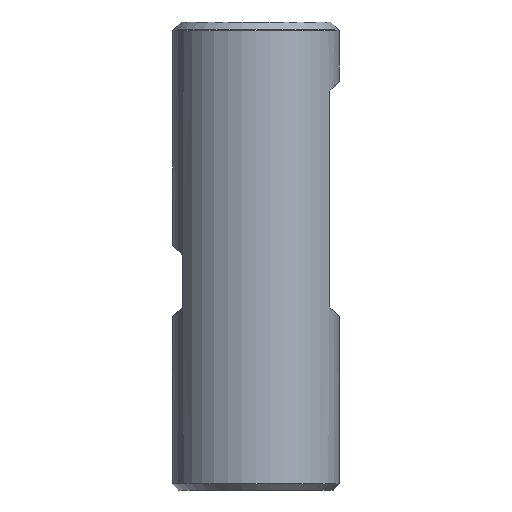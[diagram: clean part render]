
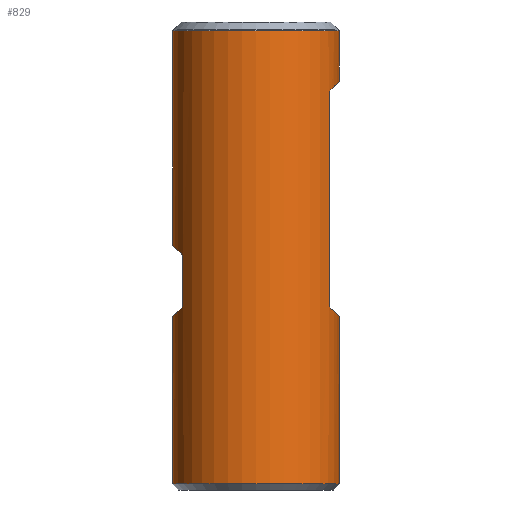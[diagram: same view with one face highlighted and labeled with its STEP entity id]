
A CAD part, front view. The second image highlights one B-rep face of the part: STEP entity #829.
In plain terms, the highlighted cylindrical face has radius 9.65 mm (diameter 19.3 mm), a full revolution.
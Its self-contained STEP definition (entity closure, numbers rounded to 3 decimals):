
#70=CIRCLE('',#903,9.65);
#71=CIRCLE('',#906,9.65);
#90=LINE('',#1208,#106);
#91=LINE('',#1212,#107);
#92=LINE('',#1215,#108);
#93=LINE('',#1220,#109);
#106=VECTOR('',#1047,1000.);
#107=VECTOR('',#1050,1000.);
#108=VECTOR('',#1053,1000.);
#109=VECTOR('',#1056,1000.);
#174=ORIENTED_EDGE('',*,*,#255,.T.);
#175=ORIENTED_EDGE('',*,*,#256,.F.);
#176=ORIENTED_EDGE('',*,*,#257,.T.);
#177=ORIENTED_EDGE('',*,*,#258,.F.);
#178=ORIENTED_EDGE('',*,*,#259,.F.);
#179=ORIENTED_EDGE('',*,*,#260,.T.);
#180=ORIENTED_EDGE('',*,*,#261,.T.);
#181=ORIENTED_EDGE('',*,*,#262,.F.);
#182=ORIENTED_EDGE('',*,*,#263,.F.);
#183=ORIENTED_EDGE('',*,*,#264,.F.);
#255=EDGE_CURVE('',#306,#306,#70,.T.);
#256=EDGE_CURVE('',#307,#308,#330,.T.);
#257=EDGE_CURVE('',#307,#309,#90,.T.);
#258=EDGE_CURVE('',#310,#309,#331,.T.);
#259=EDGE_CURVE('',#308,#310,#91,.T.);
#260=EDGE_CURVE('',#311,#311,#71,.T.);
#261=EDGE_CURVE('',#312,#313,#92,.F.);
#262=EDGE_CURVE('',#314,#313,#332,.T.);
#263=EDGE_CURVE('',#315,#314,#93,.F.);
#264=EDGE_CURVE('',#312,#315,#333,.T.);
#306=VERTEX_POINT('',#1204);
#307=VERTEX_POINT('',#1206);
#308=VERTEX_POINT('',#1207);
#309=VERTEX_POINT('',#1209);
#310=VERTEX_POINT('',#1211);
#311=VERTEX_POINT('',#1214);
#312=VERTEX_POINT('',#1216);
#313=VERTEX_POINT('',#1217);
#314=VERTEX_POINT('',#1219);
#315=VERTEX_POINT('',#1221);
#330=ELLIPSE('',#904,13.647,9.65);
#331=ELLIPSE('',#905,13.647,9.65);
#332=ELLIPSE('',#907,13.647,9.65);
#333=ELLIPSE('',#908,13.647,9.65);
#378=EDGE_LOOP('',(#174));
#379=EDGE_LOOP('',(#175,#176,#177,#178));
#380=EDGE_LOOP('',(#179));
#381=EDGE_LOOP('',(#180,#181,#182,#183));
#456=FACE_BOUND('',#378,.T.);
#457=FACE_BOUND('',#379,.T.);
#458=FACE_BOUND('',#380,.T.);
#459=FACE_BOUND('',#381,.T.);
#498=CYLINDRICAL_SURFACE('',#902,9.65);
#829=ADVANCED_FACE('',(#456,#457,#458,#459),#498,.T.);
#902=AXIS2_PLACEMENT_3D('',#1202,#1041,#1042);
#903=AXIS2_PLACEMENT_3D('',#1203,#1043,#1044);
#904=AXIS2_PLACEMENT_3D('',#1205,#1045,#1046);
#905=AXIS2_PLACEMENT_3D('',#1210,#1048,#1049);
#906=AXIS2_PLACEMENT_3D('',#1213,#1051,#1052);
#907=AXIS2_PLACEMENT_3D('',#1218,#1054,#1055);
#908=AXIS2_PLACEMENT_3D('',#1222,#1057,#1058);
#1041=DIRECTION('',(0.,0.,-1.));
#1042=DIRECTION('',(-1.,0.,0.));
#1043=DIRECTION('',(0.,0.,-1.));
#1044=DIRECTION('',(-1.,0.,0.));
#1045=DIRECTION('',(0.707,0.,-0.707));
#1046=DIRECTION('',(-0.707,0.,-0.707));
#1047=DIRECTION('',(0.,0.,-1.));
#1048=DIRECTION('',(0.707,0.,0.707));
#1049=DIRECTION('',(0.707,0.,-0.707));
#1050=DIRECTION('',(0.,0.,-1.));
#1051=DIRECTION('',(0.,0.,1.));
#1052=DIRECTION('',(1.,0.,0.));
#1053=DIRECTION('',(0.,0.,-1.));
#1054=DIRECTION('',(-0.707,0.,-0.707));
#1055=DIRECTION('',(0.707,0.,-0.707));
#1056=DIRECTION('',(0.,0.,-1.));
#1057=DIRECTION('',(-0.707,0.,0.707));
#1058=DIRECTION('',(-0.707,0.,-0.707));
#1202=CARTESIAN_POINT('',(0.,0.,28.));
#1203=CARTESIAN_POINT('',(0.,0.,64.5));
#1204=CARTESIAN_POINT('',(-9.65,0.,64.5));
#1205=CARTESIAN_POINT('',(0.,0.,49.));
#1206=CARTESIAN_POINT('',(8.5,4.569,57.5));
#1207=CARTESIAN_POINT('',(8.5,-4.569,57.5));
#1208=CARTESIAN_POINT('',(8.5,4.569,28.));
#1209=CARTESIAN_POINT('',(8.5,4.569,32.5));
#1210=CARTESIAN_POINT('',(0.,0.,41.));
#1211=CARTESIAN_POINT('',(8.5,-4.569,32.5));
#1212=CARTESIAN_POINT('',(8.5,-4.569,28.));
#1213=CARTESIAN_POINT('',(0.,0.,12.));
#1214=CARTESIAN_POINT('',(9.65,0.,12.));
#1215=CARTESIAN_POINT('',(-8.5,4.569,28.));
#1216=CARTESIAN_POINT('',(-8.5,4.569,32.5));
#1217=CARTESIAN_POINT('',(-8.5,4.569,38.5));
#1218=CARTESIAN_POINT('',(0.,0.,30.));
#1219=CARTESIAN_POINT('',(-8.5,-4.569,38.5));
#1220=CARTESIAN_POINT('',(-8.5,-4.569,28.));
#1221=CARTESIAN_POINT('',(-8.5,-4.569,32.5));
#1222=CARTESIAN_POINT('',(0.,0.,41.));
